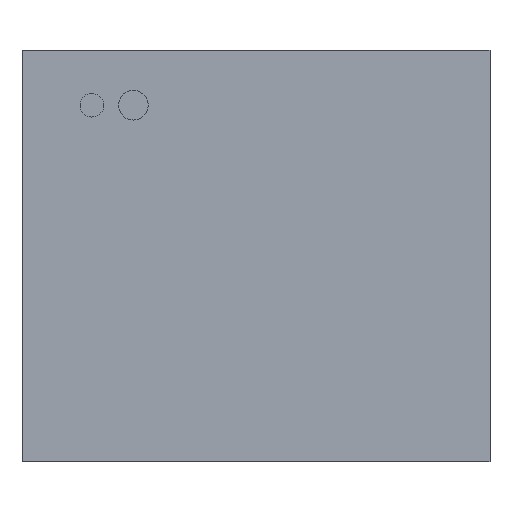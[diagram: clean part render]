
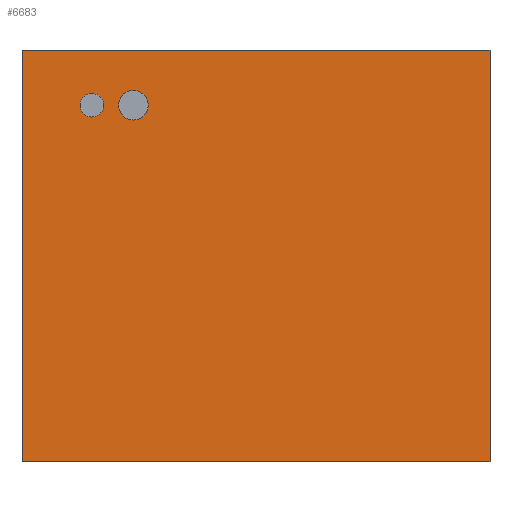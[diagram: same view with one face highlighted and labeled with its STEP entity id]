
A CAD part, front view. The second image highlights one B-rep face of the part: STEP entity #6683.
In plain terms, the highlighted planar face has unit normal (0, -1, 0).
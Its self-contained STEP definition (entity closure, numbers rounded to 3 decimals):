
#86=FACE_BOUND('',#857,.T.);
#87=FACE_BOUND('',#858,.T.);
#109=PLANE('',#7147);
#453=FACE_OUTER_BOUND('',#856,.T.);
#856=EDGE_LOOP('',(#4731,#4732,#4733,#4734));
#857=EDGE_LOOP('',(#4735));
#858=EDGE_LOOP('',(#4736));
#1274=LINE('',#9596,#2120);
#1276=LINE('',#9600,#2122);
#1278=LINE('',#9604,#2124);
#1280=LINE('',#9607,#2126);
#2120=VECTOR('',#7702,10.);
#2122=VECTOR('',#7706,10.);
#2124=VECTOR('',#7710,10.);
#2126=VECTOR('',#7714,10.);
#2948=CIRCLE('',#7131,20.);
#2950=CIRCLE('',#7135,25.);
#3068=VERTEX_POINT('',#9547);
#3070=VERTEX_POINT('',#9554);
#3083=VERTEX_POINT('',#9593);
#3084=VERTEX_POINT('',#9595);
#3085=VERTEX_POINT('',#9599);
#3086=VERTEX_POINT('',#9603);
#3713=EDGE_CURVE('',#3068,#3068,#2948,.T.);
#3716=EDGE_CURVE('',#3070,#3070,#2950,.T.);
#3734=EDGE_CURVE('',#3084,#3083,#1274,.T.);
#3736=EDGE_CURVE('',#3085,#3084,#1276,.T.);
#3738=EDGE_CURVE('',#3086,#3085,#1278,.T.);
#3740=EDGE_CURVE('',#3083,#3086,#1280,.T.);
#4731=ORIENTED_EDGE('',*,*,#3740,.T.);
#4732=ORIENTED_EDGE('',*,*,#3738,.T.);
#4733=ORIENTED_EDGE('',*,*,#3736,.T.);
#4734=ORIENTED_EDGE('',*,*,#3734,.T.);
#4735=ORIENTED_EDGE('',*,*,#3713,.T.);
#4736=ORIENTED_EDGE('',*,*,#3716,.T.);
#6683=ADVANCED_FACE('',(#453,#86,#87),#109,.T.);
#7131=AXIS2_PLACEMENT_3D('',#9549,#7658,#7659);
#7135=AXIS2_PLACEMENT_3D('',#9556,#7667,#7668);
#7147=AXIS2_PLACEMENT_3D('',#9608,#7715,#7716);
#7658=DIRECTION('center_axis',(0.,1.,0.));
#7659=DIRECTION('ref_axis',(1.,0.,0.));
#7667=DIRECTION('center_axis',(0.,1.,0.));
#7668=DIRECTION('ref_axis',(1.,0.,0.));
#7702=DIRECTION('',(0.,0.,-1.));
#7706=DIRECTION('',(-1.,0.,0.));
#7710=DIRECTION('',(0.,0.,1.));
#7714=DIRECTION('',(1.,0.,0.));
#7715=DIRECTION('center_axis',(0.,-1.,0.));
#7716=DIRECTION('ref_axis',(0.,0.,-1.));
#9547=CARTESIAN_POINT('',(-297.,-370.,254.5));
#9549=CARTESIAN_POINT('Origin',(-277.,-370.,254.5));
#9554=CARTESIAN_POINT('',(-232.,-370.,254.5));
#9556=CARTESIAN_POINT('Origin',(-207.,-370.,254.5));
#9593=CARTESIAN_POINT('',(-395.,-370.,-347.5));
#9595=CARTESIAN_POINT('',(-395.,-370.,347.5));
#9596=CARTESIAN_POINT('',(-395.,-370.,-347.5));
#9599=CARTESIAN_POINT('',(395.,-370.,347.5));
#9600=CARTESIAN_POINT('',(-395.,-370.,347.5));
#9603=CARTESIAN_POINT('',(395.,-370.,-347.5));
#9604=CARTESIAN_POINT('',(395.,-370.,347.5));
#9607=CARTESIAN_POINT('',(395.,-370.,-347.5));
#9608=CARTESIAN_POINT('Origin',(0.,-370.,0.));
